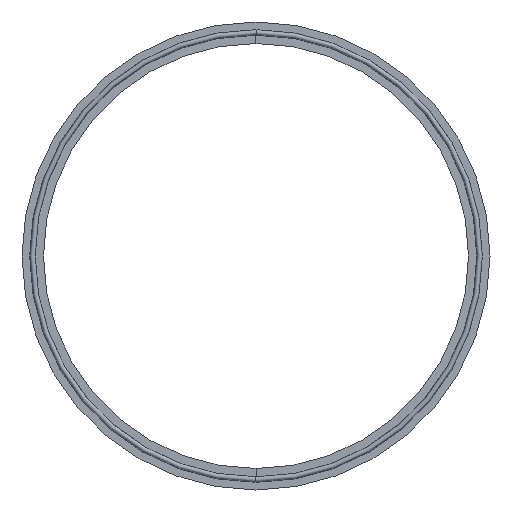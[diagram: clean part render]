
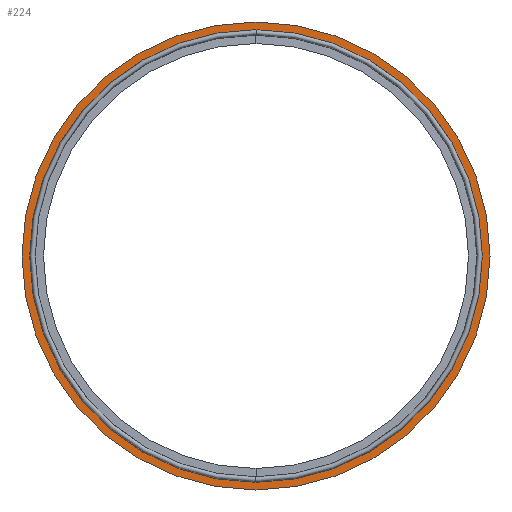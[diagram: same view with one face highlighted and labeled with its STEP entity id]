
A CAD part, left-side view. The second image highlights one B-rep face of the part: STEP entity #224.
In plain terms, the highlighted planar face has unit normal (-1, 0, 0).
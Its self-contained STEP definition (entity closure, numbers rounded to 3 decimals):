
#18 = ORIENTED_EDGE ( 'NONE', *, *, #156, .T. ) ;
#35 = DIRECTION ( 'NONE',  ( 0., 0., -1. ) ) ;
#41 = CARTESIAN_POINT ( 'NONE',  ( -0.9, 0., 113.9 ) ) ;
#48 = CARTESIAN_POINT ( 'NONE',  ( -0.9, 0., -117.75 ) ) ;
#95 = VERTEX_POINT ( 'NONE', #41 ) ;
#118 = CARTESIAN_POINT ( 'NONE',  ( -0.9, 0., 0. ) ) ;
#156 = EDGE_CURVE ( 'NONE', #95, #694, #722, .T. ) ;
#174 = EDGE_CURVE ( 'NONE', #694, #95, #566, .T. ) ;
#176 = FACE_OUTER_BOUND ( 'NONE', #498, .T. ) ;
#196 = AXIS2_PLACEMENT_3D ( 'NONE', #599, #304, #583 ) ;
#207 = AXIS2_PLACEMENT_3D ( 'NONE', #688, #609, #814 ) ;
#224 = ADVANCED_FACE ( 'NONE', ( #747, #176 ), #546, .F. ) ;
#262 = DIRECTION ( 'NONE',  ( 0., 0., 1. ) ) ;
#304 = DIRECTION ( 'NONE',  ( -1., 0., 0. ) ) ;
#340 = DIRECTION ( 'NONE',  ( 0., 0., -1. ) ) ;
#409 = CIRCLE ( 'NONE', #761, 117.75 ) ;
#430 = ORIENTED_EDGE ( 'NONE', *, *, #453, .T. ) ;
#453 = EDGE_CURVE ( 'NONE', #635, #790, #600, .T. ) ;
#479 = CARTESIAN_POINT ( 'NONE',  ( -0.9, 0., 0. ) ) ;
#482 = CARTESIAN_POINT ( 'NONE',  ( -0.9, 0., -113.9 ) ) ;
#498 = EDGE_LOOP ( 'NONE', ( #903, #430 ) ) ;
#536 = CARTESIAN_POINT ( 'NONE',  ( -0.9, 0., 0. ) ) ;
#542 = DIRECTION ( 'NONE',  ( 1., 0., 0. ) ) ;
#546 = PLANE ( 'NONE',  #207 ) ;
#566 = CIRCLE ( 'NONE', #881, 113.9 ) ;
#583 = DIRECTION ( 'NONE',  ( 0., 0., 1. ) ) ;
#585 = EDGE_CURVE ( 'NONE', #790, #635, #409, .T. ) ;
#599 = CARTESIAN_POINT ( 'NONE',  ( -0.9, 0., 0. ) ) ;
#600 = CIRCLE ( 'NONE', #196, 117.75 ) ;
#604 = DIRECTION ( 'NONE',  ( -1., 0., 0. ) ) ;
#609 = DIRECTION ( 'NONE',  ( 1., 0., 0. ) ) ;
#635 = VERTEX_POINT ( 'NONE', #48 ) ;
#636 = CARTESIAN_POINT ( 'NONE',  ( -0.9, 0., 117.75 ) ) ;
#642 = EDGE_LOOP ( 'NONE', ( #850, #18 ) ) ;
#688 = CARTESIAN_POINT ( 'NONE',  ( -0.9, 113.7, 0. ) ) ;
#694 = VERTEX_POINT ( 'NONE', #482 ) ;
#722 = CIRCLE ( 'NONE', #797, 113.9 ) ;
#747 = FACE_BOUND ( 'NONE', #642, .T. ) ;
#759 = DIRECTION ( 'NONE',  ( 1., 0., 0. ) ) ;
#761 = AXIS2_PLACEMENT_3D ( 'NONE', #118, #604, #262 ) ;
#790 = VERTEX_POINT ( 'NONE', #636 ) ;
#797 = AXIS2_PLACEMENT_3D ( 'NONE', #479, #759, #35 ) ;
#814 = DIRECTION ( 'NONE',  ( 0., 0., -1. ) ) ;
#850 = ORIENTED_EDGE ( 'NONE', *, *, #174, .T. ) ;
#881 = AXIS2_PLACEMENT_3D ( 'NONE', #536, #542, #340 ) ;
#903 = ORIENTED_EDGE ( 'NONE', *, *, #585, .T. ) ;
